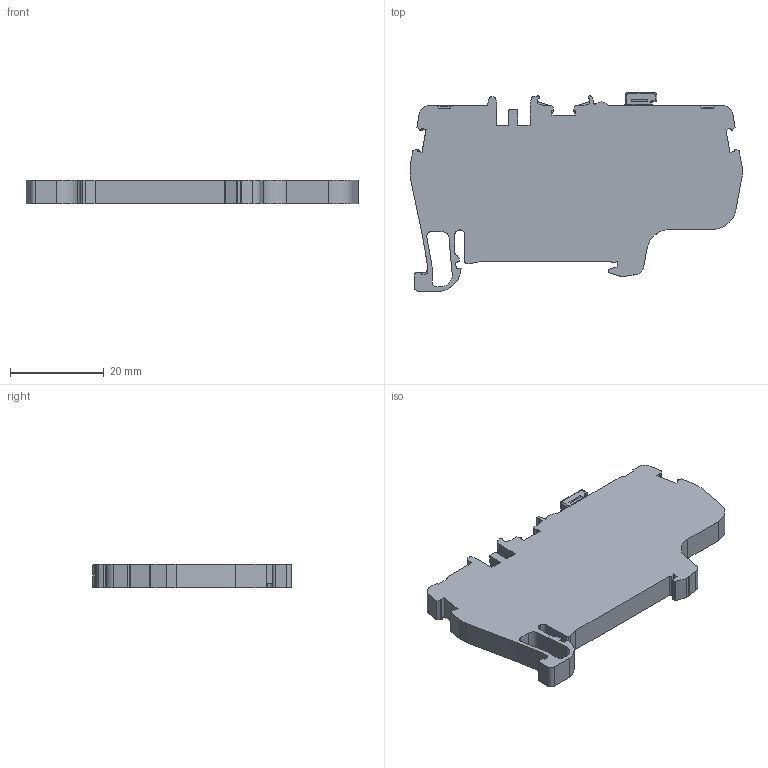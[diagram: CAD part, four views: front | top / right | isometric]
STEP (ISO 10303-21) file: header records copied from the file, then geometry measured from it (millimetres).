
FILE_DESCRIPTION (( 'STEP AP214' ), '1' );
FILE_NAME ('307169_PYK 2,5A_Grey.STP', '2013-11-13T09:05:48', ( 'arge' ), ( 'Microsoft' ), 'SwSTEP 2.0', 'SolidWorks 2013', '' );
FILE_SCHEMA (( 'AUTOMOTIVE_DESIGN' ));
Length unit declared in the file: millimetre
Products named in the file (1): 307169_PYK 2,5A_Grey
Bounding box: 70.81 x 42.41 x 5 mm (x, y, z)
Volume: 10534 mm3; surface area: 5918.4 mm2
Topology: 1 solids, 1 shells, 348 faces, 1003 edges, 653 vertices
Faces by surface type: plane 200, cylinder 125, cone 9, torus 8, sphere 6
Entity records: 15077 total; most frequent: CARTESIAN_POINT 2138, ORIENTED_EDGE 1994, DIRECTION 1928, EDGE_CURVE 997, LINE 686, VECTOR 686, VERTEX_POINT 653, AXIS2_PLACEMENT_3D 621
